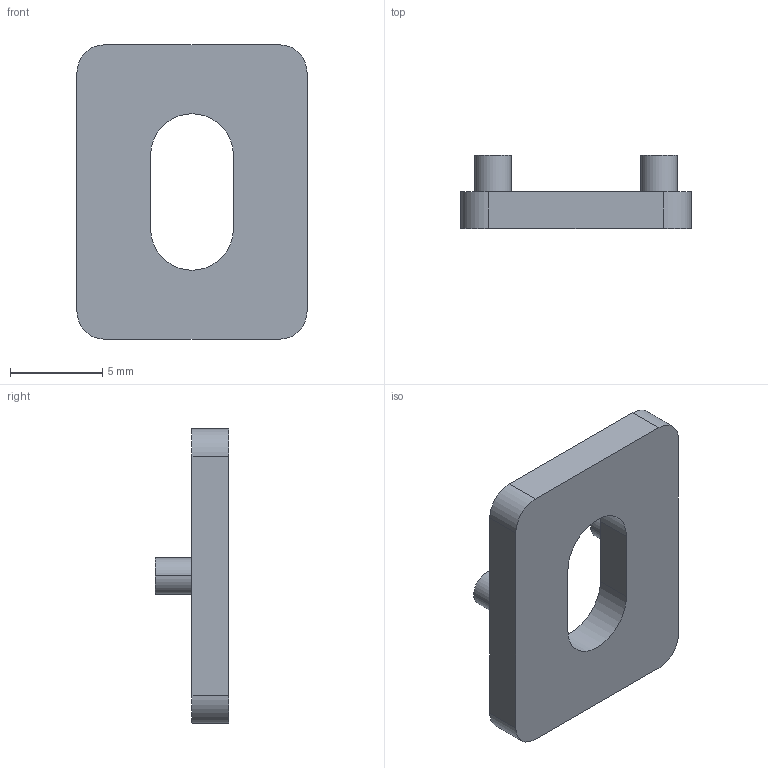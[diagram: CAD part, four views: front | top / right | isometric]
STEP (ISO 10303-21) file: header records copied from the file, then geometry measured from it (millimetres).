
FILE_DESCRIPTION (( 'STEP AP203' ), '1' );
FILE_NAME ('205615150_c_1.STEP', '2023-04-11T13:02:49', ( '' ), ( '' ), 'SwSTEP 2.0', 'SolidWorks 2014', '' );
FILE_SCHEMA (( 'CONFIG_CONTROL_DESIGN' ));
Length unit declared in the file: millimetre
Products named in the file (1): 205615150_c_1
Bounding box: 12.5 x 4 x 16 mm (x, y, z)
Volume: 340.9 mm3; surface area: 506.6 mm2
Topology: 1 solids, 1 shells, 20 faces, 48 edges, 32 vertices
Faces by surface type: cylinder 10, plane 10
Entity records: 673 total; most frequent: DIRECTION 110, CARTESIAN_POINT 101, ORIENTED_EDGE 96, EDGE_CURVE 48, AXIS2_PLACEMENT_3D 41, VERTEX_POINT 32, VECTOR 28, LINE 28
